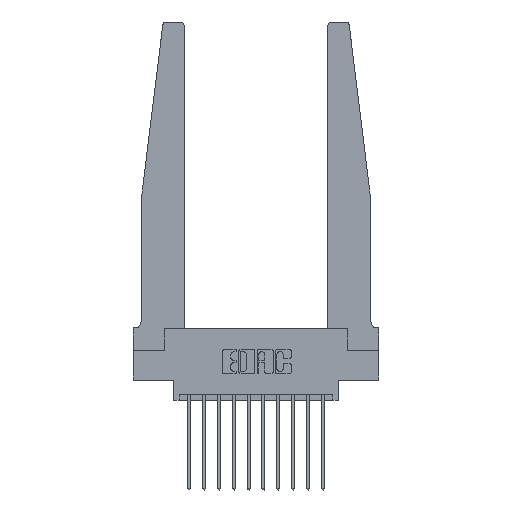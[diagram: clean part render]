
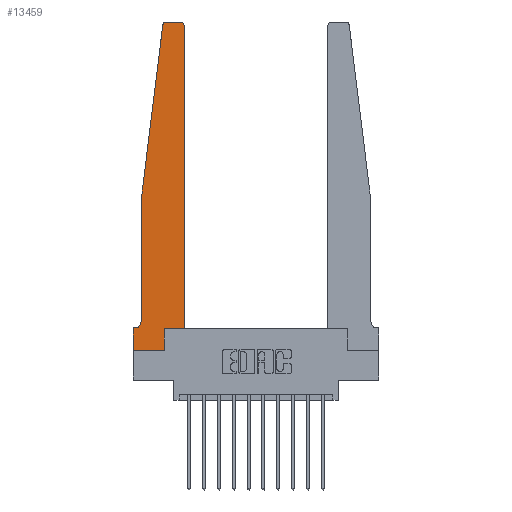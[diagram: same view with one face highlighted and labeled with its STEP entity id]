
A CAD part, top view. The second image highlights one B-rep face of the part: STEP entity #13459.
In plain terms, the highlighted planar face has unit normal (0, 0, 1).
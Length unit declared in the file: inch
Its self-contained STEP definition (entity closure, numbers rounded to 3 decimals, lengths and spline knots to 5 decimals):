
#152 = DIRECTION ( 'NONE',  ( 1., 0., 0. ) ) ;
#402 = DIRECTION ( 'NONE',  ( -1., 0., 0. ) ) ;
#458 = EDGE_CURVE ( 'NONE', #9323, #10622, #14836, .T. ) ;
#580 = VECTOR ( 'NONE', #3875, 39.37008 ) ;
#634 = AXIS2_PLACEMENT_3D ( 'NONE', #14721, #7403, #152 ) ;
#862 = ORIENTED_EDGE ( 'NONE', *, *, #12739, .T. ) ;
#906 = VERTEX_POINT ( 'NONE', #4614 ) ;
#959 = LINE ( 'NONE', #10860, #580 ) ;
#1080 = EDGE_CURVE ( 'NONE', #8571, #6027, #6808, .T. ) ;
#1345 = ORIENTED_EDGE ( 'NONE', *, *, #458, .T. ) ;
#1362 = ORIENTED_EDGE ( 'NONE', *, *, #1080, .T. ) ;
#1574 = PLANE ( 'NONE',  #7613 ) ;
#1825 = LINE ( 'NONE', #6731, #14755 ) ;
#2183 = VERTEX_POINT ( 'NONE', #8631 ) ;
#2515 = CARTESIAN_POINT ( 'NONE',  ( 0., 0., 0.37 ) ) ;
#2586 = DIRECTION ( 'NONE',  ( 0., 0., 1. ) ) ;
#2609 = VERTEX_POINT ( 'NONE', #5822 ) ;
#3875 = DIRECTION ( 'NONE',  ( -1., 0., 0. ) ) ;
#4060 = ORIENTED_EDGE ( 'NONE', *, *, #13719, .T. ) ;
#4325 = LINE ( 'NONE', #8570, #6380 ) ;
#4350 = EDGE_CURVE ( 'NONE', #9349, #10329, #7662, .T. ) ;
#4470 = CIRCLE ( 'NONE', #634, 0.03 ) ;
#4614 = CARTESIAN_POINT ( 'NONE',  ( 0.015, 0.1875, 0.37 ) ) ;
#4724 = VERTEX_POINT ( 'NONE', #8753 ) ;
#4904 = CARTESIAN_POINT ( 'NONE',  ( 0.2605, 0.18, 0.37 ) ) ;
#4939 = VERTEX_POINT ( 'NONE', #15214 ) ;
#5104 = CARTESIAN_POINT ( 'NONE',  ( 0., 0.1875, 0.37 ) ) ;
#5170 = DIRECTION ( 'NONE',  ( 0., 0., -1. ) ) ;
#5226 = CARTESIAN_POINT ( 'NONE',  ( 0., 0.1875, 0.37 ) ) ;
#5349 = VECTOR ( 'NONE', #14630, 39.37008 ) ;
#5477 = ORIENTED_EDGE ( 'NONE', *, *, #4350, .T. ) ;
#5606 = CARTESIAN_POINT ( 'NONE',  ( 0.065, 1.25, 0.37 ) ) ;
#5822 = CARTESIAN_POINT ( 'NONE',  ( 0.2605, 0.18, 0.37 ) ) ;
#6027 = VERTEX_POINT ( 'NONE', #14339 ) ;
#6380 = VECTOR ( 'NONE', #13511, 39.37008 ) ;
#6424 = DIRECTION ( 'NONE',  ( 1., 0., 0. ) ) ;
#6731 = CARTESIAN_POINT ( 'NONE',  ( 0.425, 0.18, 0.37 ) ) ;
#6803 = DIRECTION ( 'NONE',  ( 0., -1., 0. ) ) ;
#6808 = LINE ( 'NONE', #2515, #9657 ) ;
#6967 = VECTOR ( 'NONE', #11778, 39.37008 ) ;
#7018 = AXIS2_PLACEMENT_3D ( 'NONE', #9814, #2586, #11039 ) ;
#7275 = VECTOR ( 'NONE', #6803, 39.37008 ) ;
#7403 = DIRECTION ( 'NONE',  ( 0., 0., 1. ) ) ;
#7467 = EDGE_LOOP ( 'NONE', ( #10501, #13549, #4060, #5477, #9992, #862, #1362, #12910, #13475, #12247, #9110, #1345 ) ) ;
#7613 = AXIS2_PLACEMENT_3D ( 'NONE', #5226, #13742, #6424 ) ;
#7662 = LINE ( 'NONE', #5606, #7275 ) ;
#7725 = AXIS2_PLACEMENT_3D ( 'NONE', #12455, #5170, #13676 ) ;
#8049 = DIRECTION ( 'NONE',  ( 1., 0., 0. ) ) ;
#8178 = LINE ( 'NONE', #4904, #5349 ) ;
#8352 = VERTEX_POINT ( 'NONE', #10768 ) ;
#8570 = CARTESIAN_POINT ( 'NONE',  ( 0.065, 1.25, 0.37 ) ) ;
#8571 = VERTEX_POINT ( 'NONE', #5104 ) ;
#8631 = CARTESIAN_POINT ( 'NONE',  ( 0.2605, 0., 0.37 ) ) ;
#8753 = CARTESIAN_POINT ( 'NONE',  ( 0.425, 0.18, 0.37 ) ) ;
#8874 = CARTESIAN_POINT ( 'NONE',  ( 0.065, 0.1875, 0.37 ) ) ;
#9110 = ORIENTED_EDGE ( 'NONE', *, *, #12999, .T. ) ;
#9210 = CARTESIAN_POINT ( 'NONE',  ( 0., 0., 0.37 ) ) ;
#9304 = VECTOR ( 'NONE', #8049, 39.37008 ) ;
#9323 = VERTEX_POINT ( 'NONE', #15606 ) ;
#9349 = VERTEX_POINT ( 'NONE', #13268 ) ;
#9639 = VECTOR ( 'NONE', #402, 39.37008 ) ;
#9657 = VECTOR ( 'NONE', #10966, 39.37008 ) ;
#9814 = CARTESIAN_POINT ( 'NONE',  ( 0.395, 2.72, 0.37 ) ) ;
#9828 = LINE ( 'NONE', #15399, #6967 ) ;
#9946 = EDGE_CURVE ( 'NONE', #2183, #2609, #8178, .T. ) ;
#9992 = ORIENTED_EDGE ( 'NONE', *, *, #15007, .T. ) ;
#10328 = EDGE_CURVE ( 'NONE', #6027, #2183, #12572, .T. ) ;
#10329 = VERTEX_POINT ( 'NONE', #11689 ) ;
#10501 = ORIENTED_EDGE ( 'NONE', *, *, #10514, .T. ) ;
#10514 = EDGE_CURVE ( 'NONE', #10622, #8352, #959, .T. ) ;
#10622 = VERTEX_POINT ( 'NONE', #10697 ) ;
#10697 = CARTESIAN_POINT ( 'NONE',  ( 0.395, 2.75, 0.37 ) ) ;
#10768 = CARTESIAN_POINT ( 'NONE',  ( 0.27653, 2.75, 0.37 ) ) ;
#10860 = CARTESIAN_POINT ( 'NONE',  ( 0.25, 2.75, 0.37 ) ) ;
#10966 = DIRECTION ( 'NONE',  ( 0., -1., 0. ) ) ;
#11039 = DIRECTION ( 'NONE',  ( 1., 0., 0. ) ) ;
#11689 = CARTESIAN_POINT ( 'NONE',  ( 0.065, 0.2375, 0.37 ) ) ;
#11778 = DIRECTION ( 'NONE',  ( 0., 1., 0. ) ) ;
#12247 = ORIENTED_EDGE ( 'NONE', *, *, #15263, .T. ) ;
#12455 = CARTESIAN_POINT ( 'NONE',  ( 0.015, 0.2375, 0.37 ) ) ;
#12572 = LINE ( 'NONE', #9210, #9304 ) ;
#12739 = EDGE_CURVE ( 'NONE', #906, #8571, #13292, .T. ) ;
#12910 = ORIENTED_EDGE ( 'NONE', *, *, #10328, .T. ) ;
#12999 = EDGE_CURVE ( 'NONE', #4724, #9323, #9828, .T. ) ;
#13268 = CARTESIAN_POINT ( 'NONE',  ( 0.065, 1.25, 0.37 ) ) ;
#13292 = LINE ( 'NONE', #8874, #9639 ) ;
#13459 = ADVANCED_FACE ( 'NONE', ( #13467 ), #1574, .T. ) ;
#13467 = FACE_OUTER_BOUND ( 'NONE', #7467, .T. ) ;
#13475 = ORIENTED_EDGE ( 'NONE', *, *, #9946, .T. ) ;
#13511 = DIRECTION ( 'NONE',  ( -0.122, -0.992, 0. ) ) ;
#13549 = ORIENTED_EDGE ( 'NONE', *, *, #15631, .T. ) ;
#13676 = DIRECTION ( 'NONE',  ( -1., 0., 0. ) ) ;
#13719 = EDGE_CURVE ( 'NONE', #4939, #9349, #4325, .T. ) ;
#13742 = DIRECTION ( 'NONE',  ( 0., 0., 1. ) ) ;
#14036 = DIRECTION ( 'NONE',  ( 1., 0., 0. ) ) ;
#14339 = CARTESIAN_POINT ( 'NONE',  ( 0., 0., 0.37 ) ) ;
#14630 = DIRECTION ( 'NONE',  ( 0., 1., 0. ) ) ;
#14721 = CARTESIAN_POINT ( 'NONE',  ( 0.27653, 2.72, 0.37 ) ) ;
#14755 = VECTOR ( 'NONE', #14036, 39.37008 ) ;
#14836 = CIRCLE ( 'NONE', #7018, 0.03 ) ;
#15007 = EDGE_CURVE ( 'NONE', #10329, #906, #15335, .T. ) ;
#15214 = CARTESIAN_POINT ( 'NONE',  ( 0.24675, 2.72367, 0.37 ) ) ;
#15263 = EDGE_CURVE ( 'NONE', #2609, #4724, #1825, .T. ) ;
#15335 = CIRCLE ( 'NONE', #7725, 0.05 ) ;
#15399 = CARTESIAN_POINT ( 'NONE',  ( 0.425, 0.18, 0.37 ) ) ;
#15606 = CARTESIAN_POINT ( 'NONE',  ( 0.425, 2.72, 0.37 ) ) ;
#15631 = EDGE_CURVE ( 'NONE', #8352, #4939, #4470, .T. ) ;
